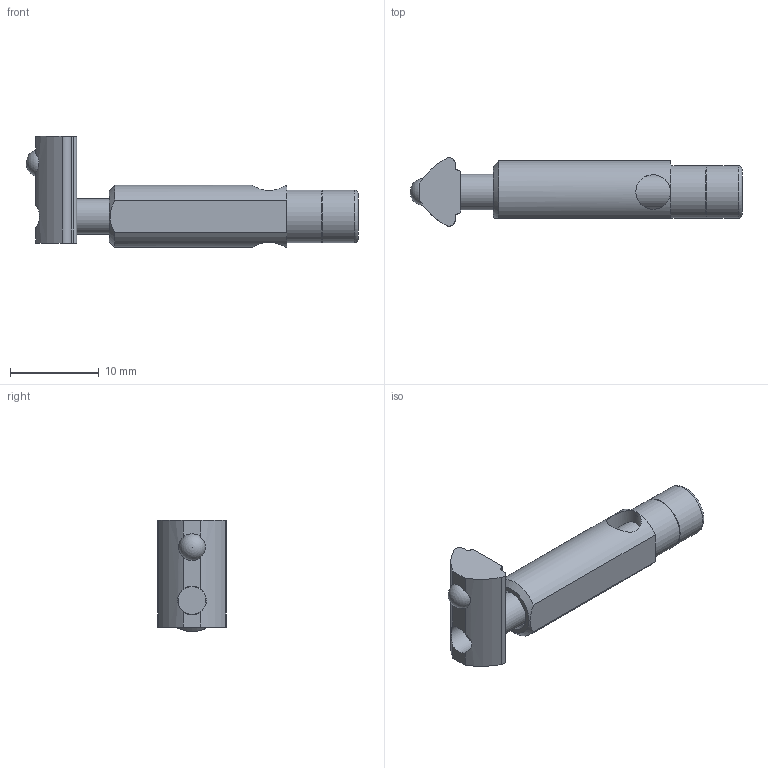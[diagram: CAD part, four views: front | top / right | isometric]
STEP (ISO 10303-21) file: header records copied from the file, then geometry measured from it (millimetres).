
FILE_DESCRIPTION(/* description */ (''),/* implementation_level */ '2;1');
FILE_NAME(/* name */ '252652020_Automatilverbinder_Nut5_inkl.Nutenstein_mit_steg_Edelstahl.stp',/* time_stamp */ '2023-01-04T08:17:23+01:00',/* author */ ('Praktikant'),/* organization */ (''),/* preprocessor_version */ 'ST-DEVELOPER v17.2',/* originating_system */ 'Autodesk Inventor 2019',/* authorisation */ '');
FILE_SCHEMA (('AUTOMOTIVE_DESIGN { 1 0 10303 214 3 1 1 }'));
Length unit declared in the file: millimetre
Products named in the file (1): 252652020_Automatilverbinder_Nut5_inkl.Nutenstein_mit_steg_Edelstahl_
Shrinkwrap_1
Bounding box: 37.38 x 7.7 x 12.5 mm (x, y, z)
Volume: 1250.8 mm3; surface area: 1698.4 mm2
Topology: 3 solids, 3 shells, 65 faces, 177 edges, 116 vertices
Faces by surface type: plane 39, cylinder 17, cone 6, torus 2, sphere 1
Full cylindrical faces by diameter (mm): 3 x1, 3.242 x1, 3.9 x2, 4 x2, 5.9 x1, 5.95 x1
Entity records: 2399 total; most frequent: CARTESIAN_POINT 611, DIRECTION 357, ORIENTED_EDGE 350, EDGE_CURVE 175, AXIS2_PLACEMENT_3D 136, VERTEX_POINT 116, LINE 85, VECTOR 85
